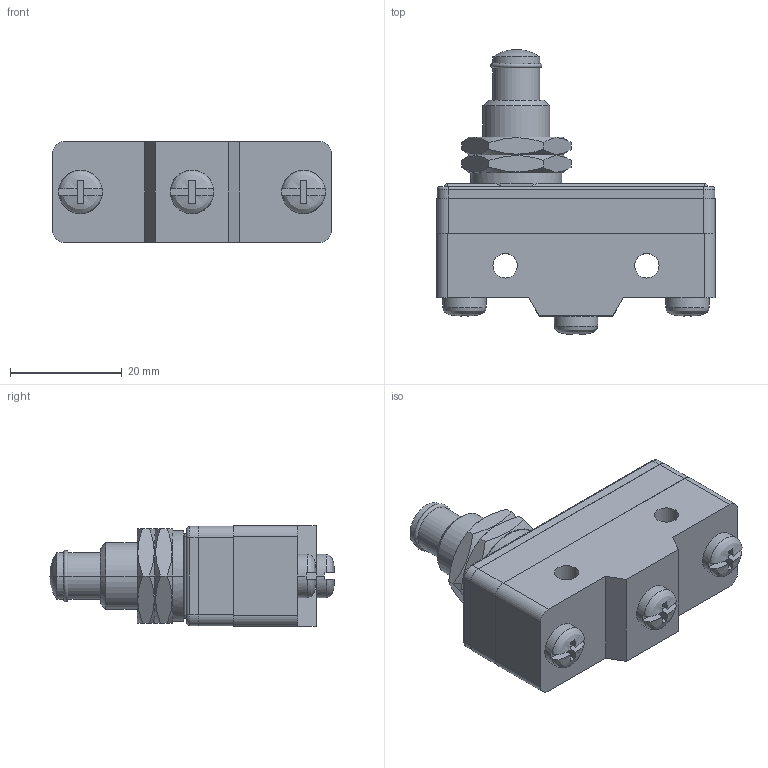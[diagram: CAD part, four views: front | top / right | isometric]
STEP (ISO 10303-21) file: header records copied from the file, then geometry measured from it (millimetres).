
FILE_DESCRIPTION((''),'2;1');
FILE_NAME('LA167-Z1-307','2024-03-02T',('Administrator'),('zyb.com'),'PRO/ENGINEER BY PARAMETRIC TECHNOLOGY CORPORATION, 2010280','PRO/ENGINEER BY PARAMETRIC TECHNOLOGY CORPORATION, 2010280','');
FILE_SCHEMA(('CONFIG_CONTROL_DESIGN','SHAPE_APPEARANCE_LAYERS_GROUPS'));
Length unit declared in the file: millimetre
Products named in the file (1): LA167-Z1-307
Bounding box: 50 x 51.1 x 18 mm (x, y, z)
Volume: 21996.5 mm3; surface area: 6381.6 mm2
Topology: 1 solids, 1 shells, 145 faces, 368 edges, 233 vertices
Faces by surface type: plane 69, cylinder 48, cone 10, bspline 6, torus 6, sphere 6
Entity records: 7082 total; most frequent: CARTESIAN_POINT 2394, ORIENTED_EDGE 732, DIRECTION 720, PRESENTATION_STYLE_ASSIGNMENT 367, STYLED_ITEM 367, CURVE_STYLE 366, EDGE_CURVE 366, AXIS2_PLACEMENT_3D 267
